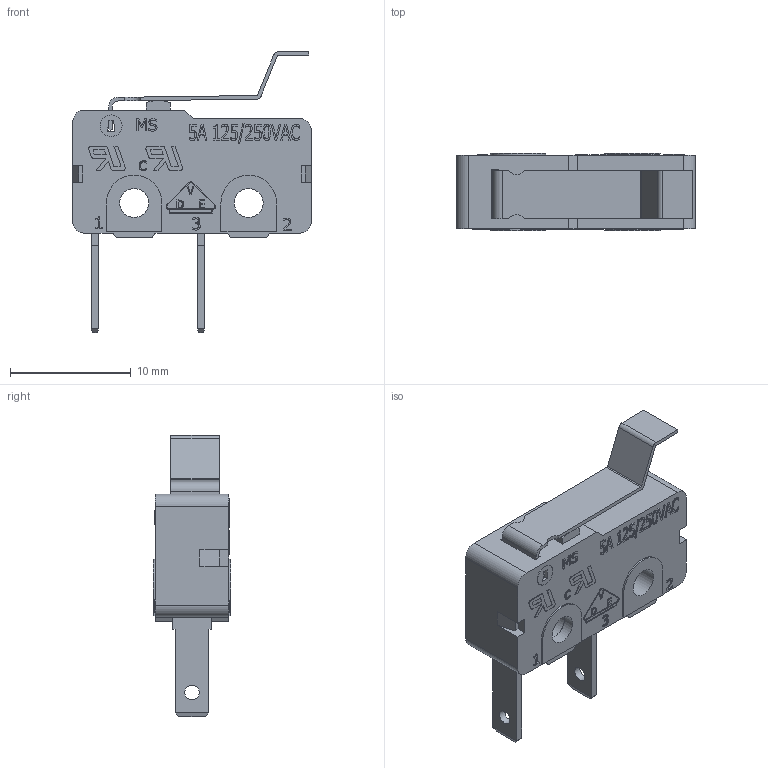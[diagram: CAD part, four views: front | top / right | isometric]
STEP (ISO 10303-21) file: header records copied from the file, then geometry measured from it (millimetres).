
FILE_DESCRIPTION((' '),'2;1');
FILE_NAME('MS085xx07FxxxC1C.stp','2017-07-28T09:33:09',(' '),(' '),' ','ACIS',' ');
FILE_SCHEMA(('CONFIG_CONTROL_DESIGN'));
Length unit declared in the file: inch
Products named in the file (1): MS085xx07FxxxC1C.stp
Bounding box: 19.8 x 6.4 x 23.32 mm (x, y, z)
Volume: 806.8 mm3; surface area: 1671.2 mm2
Topology: 1 solids, 3 shells, 781 faces, 2147 edges, 1426 vertices
Faces by surface type: plane 499, bspline 237, cylinder 45
Full cylindrical faces by diameter (mm): 1.2 x2, 1.8 x1, 2.4 x2, 2.5 x1
Entity records: 25927 total; most frequent: CARTESIAN_POINT 7500, ORIENTED_EDGE 4278, DIRECTION 2846, EDGE_CURVE 2139, VECTOR 1574, LINE 1574, VERTEX_POINT 1424, EDGE_LOOP 856
